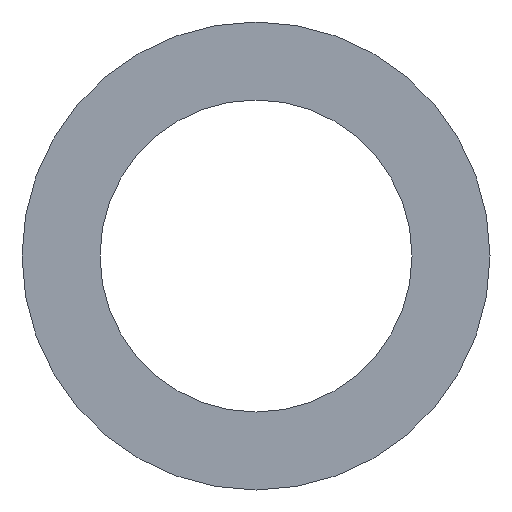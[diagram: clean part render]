
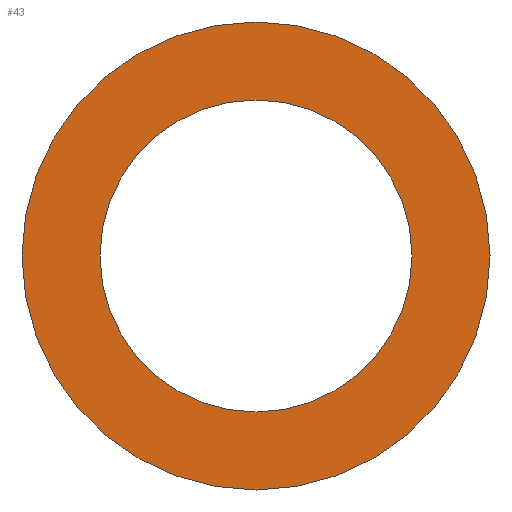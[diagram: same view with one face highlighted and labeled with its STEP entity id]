
A CAD part, front view. The second image highlights one B-rep face of the part: STEP entity #43.
In plain terms, the highlighted planar face has unit normal (0, -1, 0).
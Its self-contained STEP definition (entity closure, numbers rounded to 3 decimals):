
#25 = CARTESIAN_POINT ( 'NONE',  ( 0., 0., 0. ) ) ;
#27 = AXIS2_PLACEMENT_3D ( 'NONE', #66, #108, #128 ) ;
#36 = ORIENTED_EDGE ( 'NONE', *, *, #149, .T. ) ;
#37 = AXIS2_PLACEMENT_3D ( 'NONE', #188, #60, #160 ) ;
#43 = ADVANCED_FACE ( 'NONE', ( #207, #199 ), #144, .F. ) ;
#53 = AXIS2_PLACEMENT_3D ( 'NONE', #218, #190, #70 ) ;
#60 = DIRECTION ( 'NONE',  ( 0., 1., 0. ) ) ;
#66 = CARTESIAN_POINT ( 'NONE',  ( 0., 0., 0. ) ) ;
#69 = DIRECTION ( 'NONE',  ( 0., 0., 1. ) ) ;
#70 = DIRECTION ( 'NONE',  ( 0., 0., 1. ) ) ;
#74 = EDGE_CURVE ( 'NONE', #212, #81, #232, .T. ) ;
#76 = DIRECTION ( 'NONE',  ( 0., 0., 1. ) ) ;
#81 = VERTEX_POINT ( 'NONE', #86 ) ;
#82 = CIRCLE ( 'NONE', #53, 3. ) ;
#86 = CARTESIAN_POINT ( 'NONE',  ( 0., 0., 4.5 ) ) ;
#96 = DIRECTION ( 'NONE',  ( 0., 1., 0. ) ) ;
#108 = DIRECTION ( 'NONE',  ( 0., 1., 0. ) ) ;
#109 = AXIS2_PLACEMENT_3D ( 'NONE', #172, #96, #76 ) ;
#118 = AXIS2_PLACEMENT_3D ( 'NONE', #25, #167, #69 ) ;
#126 = EDGE_CURVE ( 'NONE', #206, #192, #82, .T. ) ;
#128 = DIRECTION ( 'NONE',  ( 0., 0., 1. ) ) ;
#130 = CARTESIAN_POINT ( 'NONE',  ( 0., 0., 3. ) ) ;
#138 = EDGE_LOOP ( 'NONE', ( #168, #159 ) ) ;
#142 = CIRCLE ( 'NONE', #109, 4.5 ) ;
#144 = PLANE ( 'NONE',  #37 ) ;
#148 = EDGE_LOOP ( 'NONE', ( #36, #175 ) ) ;
#149 = EDGE_CURVE ( 'NONE', #192, #206, #227, .T. ) ;
#159 = ORIENTED_EDGE ( 'NONE', *, *, #210, .F. ) ;
#160 = DIRECTION ( 'NONE',  ( 0., 0., 1. ) ) ;
#167 = DIRECTION ( 'NONE',  ( 0., 1., 0. ) ) ;
#168 = ORIENTED_EDGE ( 'NONE', *, *, #74, .F. ) ;
#172 = CARTESIAN_POINT ( 'NONE',  ( 0., 0., 0. ) ) ;
#175 = ORIENTED_EDGE ( 'NONE', *, *, #126, .T. ) ;
#188 = CARTESIAN_POINT ( 'NONE',  ( 0., 0., 0. ) ) ;
#190 = DIRECTION ( 'NONE',  ( 0., 1., 0. ) ) ;
#192 = VERTEX_POINT ( 'NONE', #225 ) ;
#199 = FACE_BOUND ( 'NONE', #148, .T. ) ;
#206 = VERTEX_POINT ( 'NONE', #130 ) ;
#207 = FACE_OUTER_BOUND ( 'NONE', #138, .T. ) ;
#210 = EDGE_CURVE ( 'NONE', #81, #212, #142, .T. ) ;
#212 = VERTEX_POINT ( 'NONE', #224 ) ;
#218 = CARTESIAN_POINT ( 'NONE',  ( 0., 0., 0. ) ) ;
#224 = CARTESIAN_POINT ( 'NONE',  ( 0., 0., -4.5 ) ) ;
#225 = CARTESIAN_POINT ( 'NONE',  ( 0., 0., -3. ) ) ;
#227 = CIRCLE ( 'NONE', #118, 3. ) ;
#232 = CIRCLE ( 'NONE', #27, 4.5 ) ;
